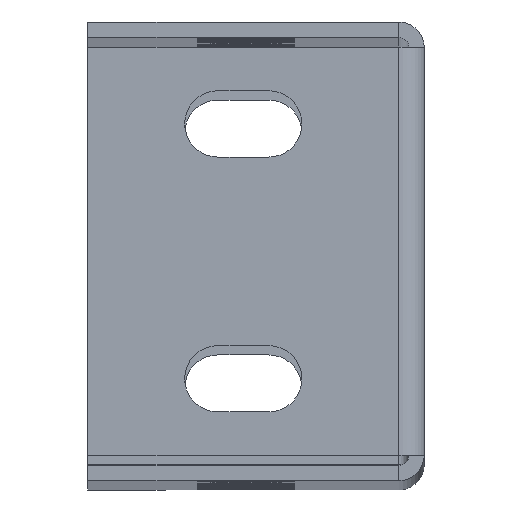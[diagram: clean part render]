
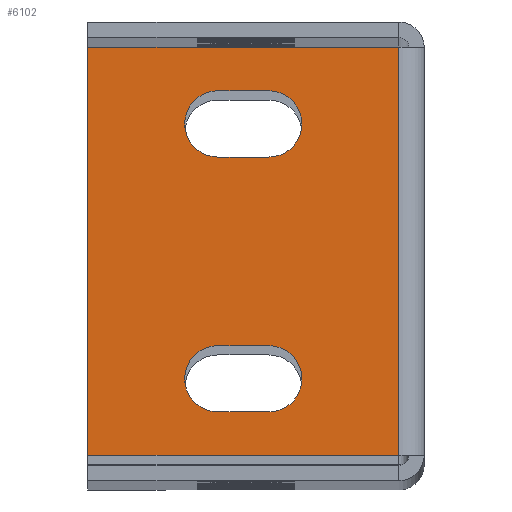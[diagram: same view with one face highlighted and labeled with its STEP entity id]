
A CAD part, top view. The second image highlights one B-rep face of the part: STEP entity #6102.
In plain terms, the highlighted planar face has unit normal (0, 0, 1).
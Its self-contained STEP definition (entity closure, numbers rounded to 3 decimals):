
#99 = CIRCLE ( 'NONE', #3469, 3.25 ) ;
#101 = ORIENTED_EDGE ( 'NONE', *, *, #10237, .T. ) ;
#152 = ORIENTED_EDGE ( 'NONE', *, *, #5219, .T. ) ;
#252 = AXIS2_PLACEMENT_3D ( 'NONE', #4296, #3475, #9819 ) ;
#270 = CARTESIAN_POINT ( 'NONE',  ( -23.5, -35., 523.5 ) ) ;
#347 = VERTEX_POINT ( 'NONE', #1353 ) ;
#367 = EDGE_CURVE ( 'NONE', #7250, #5331, #10695, .T. ) ;
#418 = DIRECTION ( 'NONE',  ( -1., 0., 0. ) ) ;
#440 = CIRCLE ( 'NONE', #252, 3.25 ) ;
#579 = VERTEX_POINT ( 'NONE', #3337 ) ;
#636 = LINE ( 'NONE', #2251, #4503 ) ;
#642 = ORIENTED_EDGE ( 'NONE', *, *, #3173, .T. ) ;
#688 = LINE ( 'NONE', #10864, #9844 ) ;
#808 = CIRCLE ( 'NONE', #9883, 3.25 ) ;
#898 = ORIENTED_EDGE ( 'NONE', *, *, #5831, .T. ) ;
#949 = FACE_OUTER_BOUND ( 'NONE', #4116, .T. ) ;
#1051 = CARTESIAN_POINT ( 'NONE',  ( -15.25, -6.75, 523.5 ) ) ;
#1156 = DIRECTION ( 'NONE',  ( -1., 0., 0. ) ) ;
#1253 = CARTESIAN_POINT ( 'NONE',  ( -20.25, -31.75, 523.5 ) ) ;
#1353 = CARTESIAN_POINT ( 'NONE',  ( -15.25, -38.25, 523.5 ) ) ;
#1431 = CARTESIAN_POINT ( 'NONE',  ( -20.25, -35., 523.5 ) ) ;
#1491 = CARTESIAN_POINT ( 'NONE',  ( -15.25, -13.25, 523.5 ) ) ;
#1897 = VERTEX_POINT ( 'NONE', #270 ) ;
#1956 = CARTESIAN_POINT ( 'NONE',  ( -20.25, -35., 523.5 ) ) ;
#2071 = VERTEX_POINT ( 'NONE', #9098 ) ;
#2154 = CARTESIAN_POINT ( 'NONE',  ( -15.25, -31.75, 523.5 ) ) ;
#2251 = CARTESIAN_POINT ( 'NONE',  ( 0., -42.5, 523.5 ) ) ;
#2304 = LINE ( 'NONE', #10776, #3660 ) ;
#2395 = VERTEX_POINT ( 'NONE', #1051 ) ;
#2613 = CIRCLE ( 'NONE', #4044, 3.25 ) ;
#2755 = LINE ( 'NONE', #4474, #9518 ) ;
#2826 = LINE ( 'NONE', #3497, #9456 ) ;
#3076 = DIRECTION ( 'NONE',  ( 1., 0., 0. ) ) ;
#3173 = EDGE_CURVE ( 'NONE', #8684, #2071, #3793, .T. ) ;
#3299 = DIRECTION ( 'NONE',  ( -1., 0., 0. ) ) ;
#3304 = EDGE_CURVE ( 'NONE', #3705, #8684, #5344, .T. ) ;
#3337 = CARTESIAN_POINT ( 'NONE',  ( -20.25, -6.75, 523.5 ) ) ;
#3408 = ORIENTED_EDGE ( 'NONE', *, *, #4332, .T. ) ;
#3469 = AXIS2_PLACEMENT_3D ( 'NONE', #1431, #10732, #4874 ) ;
#3475 = DIRECTION ( 'NONE',  ( 0., 0., -1. ) ) ;
#3497 = CARTESIAN_POINT ( 'NONE',  ( -2.5, -42.5, 523.5 ) ) ;
#3514 = DIRECTION ( 'NONE',  ( -1., 0., 0. ) ) ;
#3525 = EDGE_CURVE ( 'NONE', #3705, #8802, #2826, .T. ) ;
#3652 = DIRECTION ( 'NONE',  ( -1., 0., 0. ) ) ;
#3660 = VECTOR ( 'NONE', #3299, 1000. ) ;
#3677 = ORIENTED_EDGE ( 'NONE', *, *, #8395, .T. ) ;
#3705 = VERTEX_POINT ( 'NONE', #9731 ) ;
#3793 = LINE ( 'NONE', #5454, #6484 ) ;
#4044 = AXIS2_PLACEMENT_3D ( 'NONE', #1956, #8021, #418 ) ;
#4060 = CARTESIAN_POINT ( 'NONE',  ( -23.5, -10., 523.5 ) ) ;
#4116 = EDGE_LOOP ( 'NONE', ( #9189, #6761, #642, #10131 ) ) ;
#4209 = CARTESIAN_POINT ( 'NONE',  ( -20.25, -13.25, 523.5 ) ) ;
#4257 = DIRECTION ( 'NONE',  ( 0., 0., -1. ) ) ;
#4296 = CARTESIAN_POINT ( 'NONE',  ( -20.25, -10., 523.5 ) ) ;
#4332 = EDGE_CURVE ( 'NONE', #347, #5527, #2304, .T. ) ;
#4341 = PLANE ( 'NONE',  #4726 ) ;
#4474 = CARTESIAN_POINT ( 'NONE',  ( 0., -13.25, 523.5 ) ) ;
#4503 = VECTOR ( 'NONE', #6472, 1000. ) ;
#4518 = CARTESIAN_POINT ( 'NONE',  ( 0., -2.5, 523.5 ) ) ;
#4726 = AXIS2_PLACEMENT_3D ( 'NONE', #9573, #7730, #3514 ) ;
#4874 = DIRECTION ( 'NONE',  ( -1., 0., 0. ) ) ;
#5219 = EDGE_CURVE ( 'NONE', #2395, #7788, #7364, .T. ) ;
#5331 = VERTEX_POINT ( 'NONE', #2154 ) ;
#5344 = LINE ( 'NONE', #4518, #7541 ) ;
#5454 = CARTESIAN_POINT ( 'NONE',  ( -33., 0., 523.5 ) ) ;
#5456 = EDGE_CURVE ( 'NONE', #1897, #7250, #99, .T. ) ;
#5527 = VERTEX_POINT ( 'NONE', #7810 ) ;
#5760 = EDGE_CURVE ( 'NONE', #7788, #6304, #2755, .T. ) ;
#5789 = DIRECTION ( 'NONE',  ( -1., 0., 0. ) ) ;
#5831 = EDGE_CURVE ( 'NONE', #6304, #6273, #808, .T. ) ;
#5885 = DIRECTION ( 'NONE',  ( 0., 0., -1. ) ) ;
#5987 = DIRECTION ( 'NONE',  ( 0., -1., 0. ) ) ;
#5994 = EDGE_LOOP ( 'NONE', ( #6464, #8738, #3408, #101, #9041 ) ) ;
#6000 = FACE_BOUND ( 'NONE', #6575, .T. ) ;
#6102 = ADVANCED_FACE ( 'NONE', ( #8565, #6000, #949 ), #4341, .F. ) ;
#6273 = VERTEX_POINT ( 'NONE', #4060 ) ;
#6304 = VERTEX_POINT ( 'NONE', #4209 ) ;
#6464 = ORIENTED_EDGE ( 'NONE', *, *, #367, .T. ) ;
#6472 = DIRECTION ( 'NONE',  ( 1., 0., 0. ) ) ;
#6484 = VECTOR ( 'NONE', #10643, 1000. ) ;
#6528 = ORIENTED_EDGE ( 'NONE', *, *, #8616, .T. ) ;
#6575 = EDGE_LOOP ( 'NONE', ( #6528, #152, #6960, #898, #3677 ) ) ;
#6761 = ORIENTED_EDGE ( 'NONE', *, *, #3304, .T. ) ;
#6960 = ORIENTED_EDGE ( 'NONE', *, *, #5760, .T. ) ;
#7250 = VERTEX_POINT ( 'NONE', #1253 ) ;
#7265 = DIRECTION ( 'NONE',  ( 0., 0., -1. ) ) ;
#7358 = CARTESIAN_POINT ( 'NONE',  ( -33., -2.5, 523.5 ) ) ;
#7364 = CIRCLE ( 'NONE', #7536, 3.25 ) ;
#7507 = CARTESIAN_POINT ( 'NONE',  ( -20.25, -10., 523.5 ) ) ;
#7536 = AXIS2_PLACEMENT_3D ( 'NONE', #8493, #4257, #10283 ) ;
#7541 = VECTOR ( 'NONE', #7907, 1000. ) ;
#7730 = DIRECTION ( 'NONE',  ( 0., 0., -1. ) ) ;
#7788 = VERTEX_POINT ( 'NONE', #1491 ) ;
#7810 = CARTESIAN_POINT ( 'NONE',  ( -20.25, -38.25, 523.5 ) ) ;
#7907 = DIRECTION ( 'NONE',  ( -1., 0., 0. ) ) ;
#8021 = DIRECTION ( 'NONE',  ( 0., 0., -1. ) ) ;
#8131 = EDGE_CURVE ( 'NONE', #5331, #347, #10350, .T. ) ;
#8351 = DIRECTION ( 'NONE',  ( 1., 0., 0. ) ) ;
#8395 = EDGE_CURVE ( 'NONE', #6273, #579, #440, .T. ) ;
#8493 = CARTESIAN_POINT ( 'NONE',  ( -15.25, -10., 523.5 ) ) ;
#8565 = FACE_BOUND ( 'NONE', #5994, .T. ) ;
#8616 = EDGE_CURVE ( 'NONE', #579, #2395, #688, .T. ) ;
#8623 = EDGE_CURVE ( 'NONE', #2071, #8802, #636, .T. ) ;
#8684 = VERTEX_POINT ( 'NONE', #7358 ) ;
#8738 = ORIENTED_EDGE ( 'NONE', *, *, #8131, .T. ) ;
#8772 = CARTESIAN_POINT ( 'NONE',  ( -15.25, -35., 523.5 ) ) ;
#8802 = VERTEX_POINT ( 'NONE', #10112 ) ;
#9041 = ORIENTED_EDGE ( 'NONE', *, *, #5456, .T. ) ;
#9053 = VECTOR ( 'NONE', #3076, 1000. ) ;
#9098 = CARTESIAN_POINT ( 'NONE',  ( -33., -42.5, 523.5 ) ) ;
#9189 = ORIENTED_EDGE ( 'NONE', *, *, #3525, .F. ) ;
#9456 = VECTOR ( 'NONE', #5987, 1000. ) ;
#9518 = VECTOR ( 'NONE', #3652, 1000. ) ;
#9573 = CARTESIAN_POINT ( 'NONE',  ( 0., 0., 523.5 ) ) ;
#9731 = CARTESIAN_POINT ( 'NONE',  ( -2.5, -2.5, 523.5 ) ) ;
#9819 = DIRECTION ( 'NONE',  ( -1., 0., 0. ) ) ;
#9844 = VECTOR ( 'NONE', #8351, 1000. ) ;
#9883 = AXIS2_PLACEMENT_3D ( 'NONE', #7507, #5885, #5789 ) ;
#9993 = AXIS2_PLACEMENT_3D ( 'NONE', #8772, #7265, #1156 ) ;
#10112 = CARTESIAN_POINT ( 'NONE',  ( -2.5, -42.5, 523.5 ) ) ;
#10131 = ORIENTED_EDGE ( 'NONE', *, *, #8623, .T. ) ;
#10237 = EDGE_CURVE ( 'NONE', #5527, #1897, #2613, .T. ) ;
#10283 = DIRECTION ( 'NONE',  ( -1., 0., 0. ) ) ;
#10350 = CIRCLE ( 'NONE', #9993, 3.25 ) ;
#10531 = CARTESIAN_POINT ( 'NONE',  ( 0., -31.75, 523.5 ) ) ;
#10643 = DIRECTION ( 'NONE',  ( 0., -1., 0. ) ) ;
#10695 = LINE ( 'NONE', #10531, #9053 ) ;
#10732 = DIRECTION ( 'NONE',  ( 0., 0., -1. ) ) ;
#10776 = CARTESIAN_POINT ( 'NONE',  ( 0., -38.25, 523.5 ) ) ;
#10864 = CARTESIAN_POINT ( 'NONE',  ( 0., -6.75, 523.5 ) ) ;
